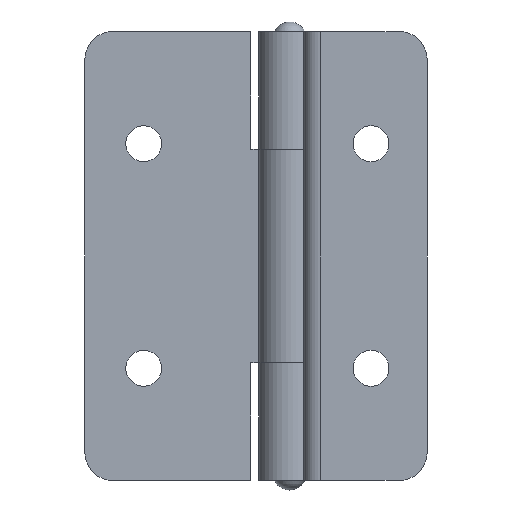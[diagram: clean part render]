
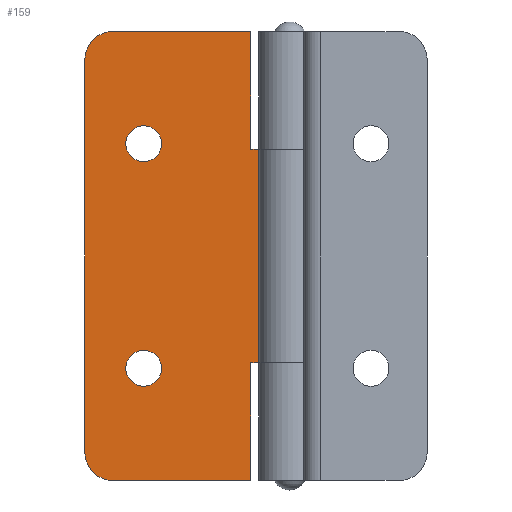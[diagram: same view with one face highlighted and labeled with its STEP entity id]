
A CAD part, front view. The second image highlights one B-rep face of the part: STEP entity #159.
In plain terms, the highlighted face is planar.
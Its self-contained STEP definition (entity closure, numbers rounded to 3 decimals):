
#159=ADVANCED_FACE('',(#301,#302,#303),#300,.F.);
#300=PLANE('',#753);
#301=FACE_OUTER_BOUND('',#754,.T.);
#302=FACE_BOUND('',#755,.T.);
#303=FACE_BOUND('',#756,.T.);
#750=CARTESIAN_POINT('',(-20.075,-1.25,33.5));
#751=DIRECTION('',(0.,-1.,0.));
#752=DIRECTION('',(0.,0.,-1.));
#753=AXIS2_PLACEMENT_3D('',#750,#751,#752);
#754=EDGE_LOOP('',(#989,#990,#991,#992,#993,#994,#995,#996,#997,#998));
#755=EDGE_LOOP('',(#999,#1000));
#756=EDGE_LOOP('',(#1001,#1002));
#989=ORIENTED_EDGE('',*,*,#1225,.T.);
#990=ORIENTED_EDGE('',*,*,#1221,.T.);
#991=ORIENTED_EDGE('',*,*,#1226,.F.);
#992=ORIENTED_EDGE('',*,*,#1217,.T.);
#993=ORIENTED_EDGE('',*,*,#1227,.F.);
#994=ORIENTED_EDGE('',*,*,#1228,.F.);
#995=ORIENTED_EDGE('',*,*,#1229,.F.);
#996=ORIENTED_EDGE('',*,*,#1230,.T.);
#997=ORIENTED_EDGE('',*,*,#1231,.T.);
#998=ORIENTED_EDGE('',*,*,#1232,.T.);
#999=ORIENTED_EDGE('',*,*,#1233,.T.);
#1000=ORIENTED_EDGE('',*,*,#1234,.T.);
#1001=ORIENTED_EDGE('',*,*,#1235,.T.);
#1002=ORIENTED_EDGE('',*,*,#1236,.T.);
#1217=EDGE_CURVE('',#1422,#1423,#1424,.T.);
#1221=EDGE_CURVE('',#1450,#1451,#1452,.T.);
#1225=EDGE_CURVE('',#1478,#1450,#1479,.T.);
#1226=EDGE_CURVE('',#1422,#1451,#1485,.T.);
#1227=EDGE_CURVE('',#1491,#1423,#1492,.T.);
#1228=EDGE_CURVE('',#1498,#1491,#1499,.T.);
#1229=EDGE_CURVE('',#1505,#1498,#1506,.T.);
#1230=EDGE_CURVE('',#1505,#1512,#1513,.T.);
#1231=EDGE_CURVE('',#1512,#1519,#1520,.T.);
#1232=EDGE_CURVE('',#1519,#1478,#1526,.T.);
#1233=EDGE_CURVE('',#1532,#1533,#1534,.T.);
#1234=EDGE_CURVE('',#1533,#1532,#1540,.T.);
#1235=EDGE_CURVE('',#1546,#1547,#1548,.T.);
#1236=EDGE_CURVE('',#1547,#1546,#1554,.T.);
#1422=VERTEX_POINT('',#2220);
#1423=VERTEX_POINT('',#2221);
#1424=CIRCLE('',#2225,2.5);
#1450=VERTEX_POINT('',#2238);
#1451=VERTEX_POINT('',#2239);
#1452=CIRCLE('',#2243,2.5);
#1478=VERTEX_POINT('',#2256);
#1479=LINE('',#2257,#2258);
#1485=LINE('',#2260,#2261);
#1491=VERTEX_POINT('',#2263);
#1492=LINE('',#2264,#2265);
#1498=VERTEX_POINT('',#2267);
#1499=LINE('',#2268,#2269);
#1505=VERTEX_POINT('',#2271);
#1506=LINE('',#2272,#2273);
#1512=VERTEX_POINT('',#2275);
#1513=LINE('',#2276,#2277);
#1519=VERTEX_POINT('',#2279);
#1520=LINE('',#2280,#2281);
#1526=LINE('',#2283,#2284);
#1532=VERTEX_POINT('',#2286);
#1533=VERTEX_POINT('',#2287);
#1534=CIRCLE('',#2291,1.6);
#1540=CIRCLE('',#2295,1.6);
#1546=VERTEX_POINT('',#2296);
#1547=VERTEX_POINT('',#2297);
#1548=CIRCLE('',#2301,1.6);
#1554=CIRCLE('',#2305,1.6);
#2220=CARTESIAN_POINT('',(-18.25,-1.25,27.));
#2221=CARTESIAN_POINT('',(-15.75,-1.25,29.5));
#2222=CARTESIAN_POINT('',(-15.75,-1.25,27.));
#2223=DIRECTION('',(0.,1.,0.));
#2224=DIRECTION('',(0.,0.,1.));
#2225=AXIS2_PLACEMENT_3D('',#2222,#2223,#2224);
#2238=CARTESIAN_POINT('',(-15.75,-1.25,-10.5));
#2239=CARTESIAN_POINT('',(-18.25,-1.25,-8.));
#2240=CARTESIAN_POINT('',(-15.75,-1.25,-8.));
#2241=DIRECTION('',(0.,1.,0.));
#2242=DIRECTION('',(0.,0.,1.));
#2243=AXIS2_PLACEMENT_3D('',#2240,#2241,#2242);
#2256=CARTESIAN_POINT('',(-3.45,-1.25,-10.5));
#2257=CARTESIAN_POINT('',(-3.45,-1.25,-10.5));
#2258=VECTOR('',#2259,12.3);
#2259=DIRECTION('',(-1.,0.,0.));
#2260=CARTESIAN_POINT('',(-18.25,-1.25,27.));
#2261=VECTOR('',#2262,35.);
#2262=DIRECTION('',(0.,0.,-1.));
#2263=CARTESIAN_POINT('',(-3.45,-1.25,29.5));
#2264=CARTESIAN_POINT('',(-3.45,-1.25,29.5));
#2265=VECTOR('',#2266,12.3);
#2266=DIRECTION('',(-1.,0.,0.));
#2267=CARTESIAN_POINT('',(-3.45,-1.25,19.));
#2268=CARTESIAN_POINT('',(-3.45,-1.25,19.));
#2269=VECTOR('',#2270,10.5);
#2270=DIRECTION('',(0.,0.,1.));
#2271=CARTESIAN_POINT('',(0.,-1.25,19.));
#2272=CARTESIAN_POINT('',(0.,-1.25,19.));
#2273=VECTOR('',#2274,3.45);
#2274=DIRECTION('',(-1.,0.,0.));
#2275=CARTESIAN_POINT('',(0.,-1.25,0.));
#2276=CARTESIAN_POINT('',(0.,-1.25,19.));
#2277=VECTOR('',#2278,19.);
#2278=DIRECTION('',(0.,0.,-1.));
#2279=CARTESIAN_POINT('',(-3.45,-1.25,0.));
#2280=CARTESIAN_POINT('',(0.,-1.25,0.));
#2281=VECTOR('',#2282,3.45);
#2282=DIRECTION('',(-1.,0.,0.));
#2283=CARTESIAN_POINT('',(-3.45,-1.25,0.));
#2284=VECTOR('',#2285,10.5);
#2285=DIRECTION('',(0.,0.,-1.));
#2286=CARTESIAN_POINT('',(-13.,-1.25,17.9));
#2287=CARTESIAN_POINT('',(-13.,-1.25,21.1));
#2288=CARTESIAN_POINT('',(-13.,-1.25,19.5));
#2289=DIRECTION('',(0.,-1.,0.));
#2290=DIRECTION('',(0.,0.,-1.));
#2291=AXIS2_PLACEMENT_3D('',#2288,#2289,#2290);
#2292=CARTESIAN_POINT('',(-13.,-1.25,19.5));
#2293=DIRECTION('',(0.,-1.,0.));
#2294=DIRECTION('',(0.,0.,-1.));
#2295=AXIS2_PLACEMENT_3D('',#2292,#2293,#2294);
#2296=CARTESIAN_POINT('',(-13.,-1.25,-2.1));
#2297=CARTESIAN_POINT('',(-13.,-1.25,1.1));
#2298=CARTESIAN_POINT('',(-13.,-1.25,-0.5));
#2299=DIRECTION('',(0.,-1.,0.));
#2300=DIRECTION('',(0.,0.,-1.));
#2301=AXIS2_PLACEMENT_3D('',#2298,#2299,#2300);
#2302=CARTESIAN_POINT('',(-13.,-1.25,-0.5));
#2303=DIRECTION('',(0.,-1.,0.));
#2304=DIRECTION('',(0.,0.,-1.));
#2305=AXIS2_PLACEMENT_3D('',#2302,#2303,#2304);
